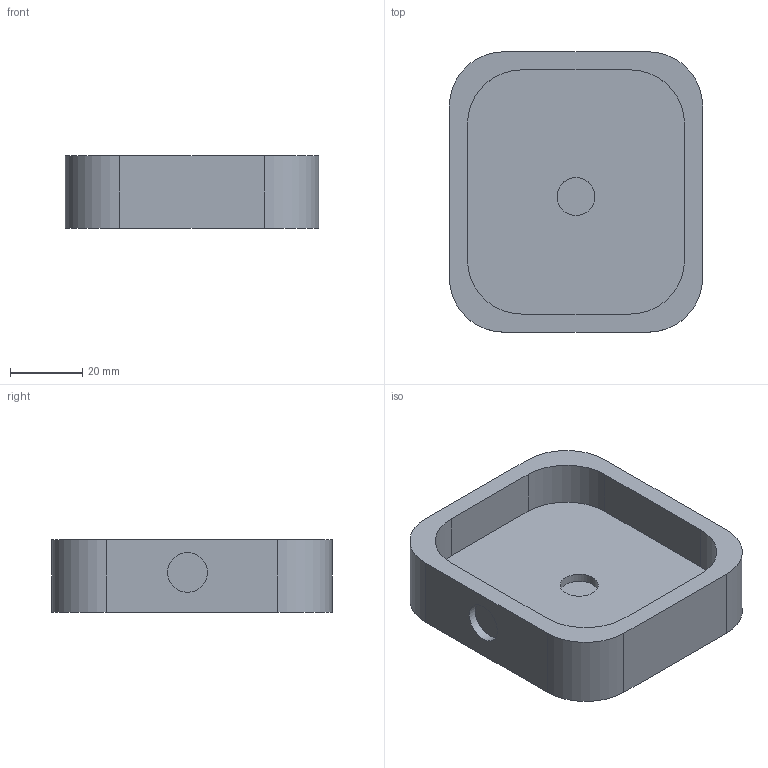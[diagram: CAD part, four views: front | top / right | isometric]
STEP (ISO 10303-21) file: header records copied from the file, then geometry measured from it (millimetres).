
FILE_DESCRIPTION(/* description */ (''),/* implementation_level */ '2;1');
FILE_NAME(/* name */ 'container_base.step',/* time_stamp */ '2025-12-29T16:42:10+05:30',/* author */ (''),/* organization */ (''),/* preprocessor_version */ 'ST-DEVELOPER v20.1',/* originating_system */ 'Autodesk Translation Framework v14.21.0.0',/* authorisation */ '');
FILE_SCHEMA (('AUTOMOTIVE_DESIGN { 1 0 10303 214 3 1 1 }'));
Length unit declared in the file: millimetre
Products named in the file (1): container_base
Bounding box: 70 x 77.5 x 20 mm (x, y, z)
Volume: 55990.5 mm3; surface area: 18876.4 mm2
Topology: 1 solids, 1 shells, 23 faces, 54 edges, 36 vertices
Faces by surface type: plane 13, cylinder 10
Full cylindrical faces by diameter (mm): 10.5 x1, 11 x1
Entity records: 701 total; most frequent: DIRECTION 122, CARTESIAN_POINT 114, ORIENTED_EDGE 108, EDGE_CURVE 54, AXIS2_PLACEMENT_3D 44, VERTEX_POINT 36, LINE 34, VECTOR 34
